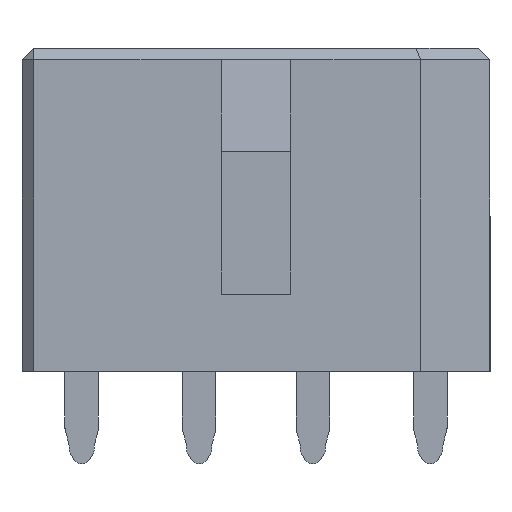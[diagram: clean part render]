
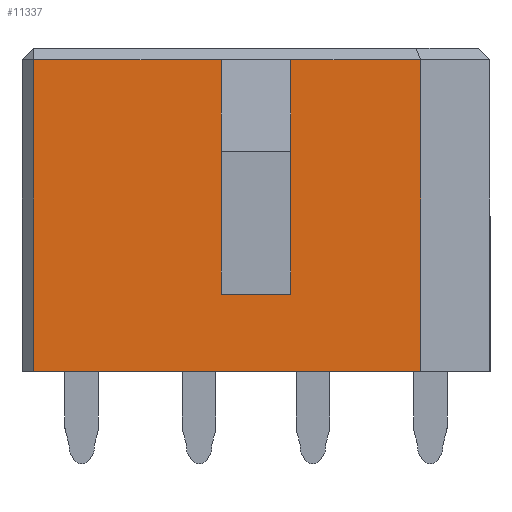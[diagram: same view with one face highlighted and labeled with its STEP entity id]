
A CAD part, front view. The second image highlights one B-rep face of the part: STEP entity #11337.
In plain terms, the highlighted planar face has unit normal (0, -1, 0).
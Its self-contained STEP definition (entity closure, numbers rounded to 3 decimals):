
#1223 = LINE ( 'NONE', #9520, #25838 ) ;
#1866 = ORIENTED_EDGE ( 'NONE', *, *, #21983, .T. ) ;
#2578 = VECTOR ( 'NONE', #2950, 1000. ) ;
#2885 = VERTEX_POINT ( 'NONE', #11149 ) ;
#2950 = DIRECTION ( 'NONE',  ( 1., 0., 0. ) ) ;
#3412 = ORIENTED_EDGE ( 'NONE', *, *, #9986, .T. ) ;
#4100 = ORIENTED_EDGE ( 'NONE', *, *, #9325, .T. ) ;
#4231 = VERTEX_POINT ( 'NONE', #23423 ) ;
#4749 = CARTESIAN_POINT ( 'NONE',  ( -9.625, -16.05, 13.5 ) ) ;
#6624 = PLANE ( 'NONE',  #22007 ) ;
#7459 = ORIENTED_EDGE ( 'NONE', *, *, #17052, .T. ) ;
#7754 = CARTESIAN_POINT ( 'NONE',  ( -10.125, -16.05, 13.5 ) ) ;
#7860 = VECTOR ( 'NONE', #18089, 1000. ) ;
#8148 = VECTOR ( 'NONE', #20889, 1000. ) ;
#8315 = EDGE_CURVE ( 'NONE', #8631, #4231, #10455, .T. ) ;
#8631 = VERTEX_POINT ( 'NONE', #27031 ) ;
#8900 = CARTESIAN_POINT ( 'NONE',  ( -10.125, -16.05, 0. ) ) ;
#8919 = CARTESIAN_POINT ( 'NONE',  ( -1.5, -16.05, 13.5 ) ) ;
#9108 = DIRECTION ( 'NONE',  ( 0., 0., -1. ) ) ;
#9325 = EDGE_CURVE ( 'NONE', #14032, #14476, #15890, .T. ) ;
#9377 = CARTESIAN_POINT ( 'NONE',  ( 1.5, -16.05, 3.35 ) ) ;
#9453 = VECTOR ( 'NONE', #9108, 1000. ) ;
#9520 = CARTESIAN_POINT ( 'NONE',  ( 1.5, -16.05, 3.35 ) ) ;
#9895 = ORIENTED_EDGE ( 'NONE', *, *, #24200, .T. ) ;
#9986 = EDGE_CURVE ( 'NONE', #13362, #14032, #20053, .T. ) ;
#10455 = LINE ( 'NONE', #14747, #10984 ) ;
#10909 = DIRECTION ( 'NONE',  ( 0., 1., 0. ) ) ;
#10984 = VECTOR ( 'NONE', #14481, 1000. ) ;
#11149 = CARTESIAN_POINT ( 'NONE',  ( 1.5, -16.05, 13.5 ) ) ;
#11337 = ADVANCED_FACE ( 'NONE', ( #17152 ), #6624, .F. ) ;
#11989 = CARTESIAN_POINT ( 'NONE',  ( -10.125, -16.05, 13.5 ) ) ;
#12885 = VECTOR ( 'NONE', #22198, 1000. ) ;
#13362 = VERTEX_POINT ( 'NONE', #22026 ) ;
#13750 = CARTESIAN_POINT ( 'NONE',  ( -9.625, -16.05, 0. ) ) ;
#13971 = DIRECTION ( 'NONE',  ( 0., 0., 1. ) ) ;
#14032 = VERTEX_POINT ( 'NONE', #8919 ) ;
#14476 = VERTEX_POINT ( 'NONE', #4749 ) ;
#14481 = DIRECTION ( 'NONE',  ( 0., 0., 1. ) ) ;
#14747 = CARTESIAN_POINT ( 'NONE',  ( 7.125, -16.05, 0. ) ) ;
#15066 = CARTESIAN_POINT ( 'NONE',  ( -10.125, -16.05, 14. ) ) ;
#15728 = ORIENTED_EDGE ( 'NONE', *, *, #25463, .T. ) ;
#15890 = LINE ( 'NONE', #11989, #7860 ) ;
#16849 = ORIENTED_EDGE ( 'NONE', *, *, #8315, .T. ) ;
#17052 = EDGE_CURVE ( 'NONE', #14476, #26326, #17780, .T. ) ;
#17152 = FACE_OUTER_BOUND ( 'NONE', #22442, .T. ) ;
#17608 = VECTOR ( 'NONE', #13971, 1000. ) ;
#17780 = LINE ( 'NONE', #26756, #12885 ) ;
#17964 = DIRECTION ( 'NONE',  ( -1., 0., 0. ) ) ;
#18089 = DIRECTION ( 'NONE',  ( -1., 0., 0. ) ) ;
#19353 = DIRECTION ( 'NONE',  ( 0., 0., 1. ) ) ;
#19760 = LINE ( 'NONE', #9377, #9453 ) ;
#19794 = ORIENTED_EDGE ( 'NONE', *, *, #25142, .T. ) ;
#19833 = LINE ( 'NONE', #8900, #2578 ) ;
#20053 = LINE ( 'NONE', #24348, #17608 ) ;
#20753 = LINE ( 'NONE', #7754, #8148 ) ;
#20889 = DIRECTION ( 'NONE',  ( -1., 0., 0. ) ) ;
#21983 = EDGE_CURVE ( 'NONE', #26326, #8631, #19833, .T. ) ;
#22007 = AXIS2_PLACEMENT_3D ( 'NONE', #15066, #10909, #19353 ) ;
#22026 = CARTESIAN_POINT ( 'NONE',  ( -1.5, -16.05, 3.35 ) ) ;
#22198 = DIRECTION ( 'NONE',  ( 0., 0., -1. ) ) ;
#22442 = EDGE_LOOP ( 'NONE', ( #16849, #19794, #9895, #15728, #3412, #4100, #7459, #1866 ) ) ;
#22890 = VERTEX_POINT ( 'NONE', #24591 ) ;
#23423 = CARTESIAN_POINT ( 'NONE',  ( 7.125, -16.05, 13.5 ) ) ;
#24200 = EDGE_CURVE ( 'NONE', #2885, #22890, #19760, .T. ) ;
#24348 = CARTESIAN_POINT ( 'NONE',  ( -1.5, -16.05, 3.35 ) ) ;
#24591 = CARTESIAN_POINT ( 'NONE',  ( 1.5, -16.05, 3.35 ) ) ;
#25142 = EDGE_CURVE ( 'NONE', #4231, #2885, #20753, .T. ) ;
#25463 = EDGE_CURVE ( 'NONE', #22890, #13362, #1223, .T. ) ;
#25838 = VECTOR ( 'NONE', #17964, 1000. ) ;
#26326 = VERTEX_POINT ( 'NONE', #13750 ) ;
#26756 = CARTESIAN_POINT ( 'NONE',  ( -9.625, -16.05, 14. ) ) ;
#27031 = CARTESIAN_POINT ( 'NONE',  ( 7.125, -16.05, 0. ) ) ;
